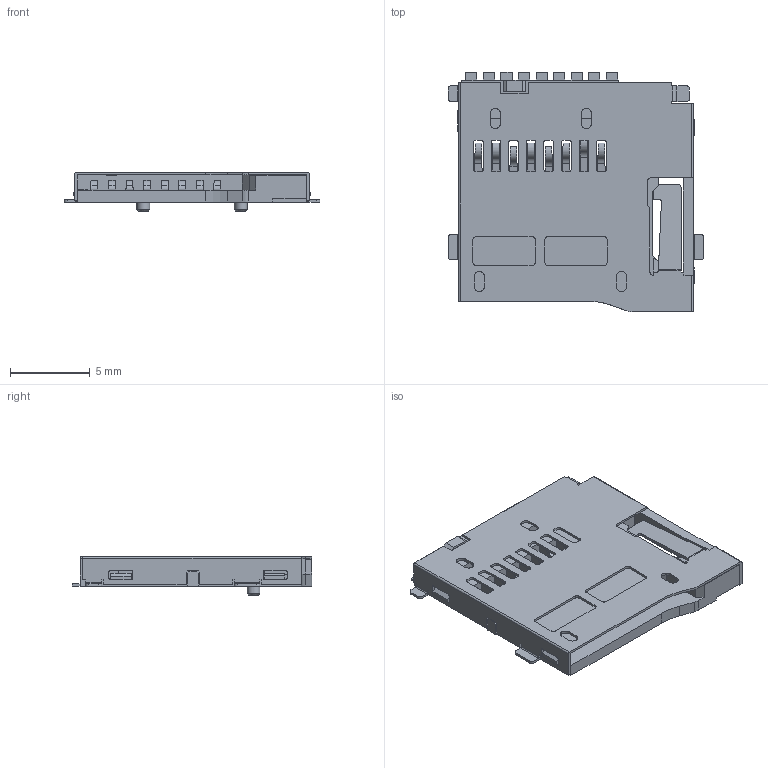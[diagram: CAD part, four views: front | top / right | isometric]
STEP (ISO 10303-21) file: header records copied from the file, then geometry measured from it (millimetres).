
FILE_DESCRIPTION(('FreeCAD Model'),'2;1');
FILE_NAME('Open CASCADE Shape Model','2023-02-16T10:37:16',(''),(''), 'Open CASCADE STEP processor 7.5','FreeCAD','Unknown');
FILE_SCHEMA(('AUTOMOTIVE_DESIGN { 1 0 10303 214 1 1 1 1 }'));
Length unit declared in the file: millimetre
Products named in the file (1): slot
Bounding box: 16 x 15 x 2.44 mm (x, y, z)
Volume: 217.1 mm3; surface area: 854.9 mm2
Topology: 1 solids, 1 shells, 549 faces, 1601 edges, 1059 vertices
Faces by surface type: plane 394, cylinder 153, cone 2
Full cylindrical faces by diameter (mm): 0.8 x2
Entity records: 39216 total; most frequent: CARTESIAN_POINT 7074, DIRECTION 6045, LINE 4120, VECTOR 4120, ORIENTED_EDGE 3202, PCURVE 3202, DEFINITIONAL_REPRESENTATION 3202, EDGE_CURVE 1601
